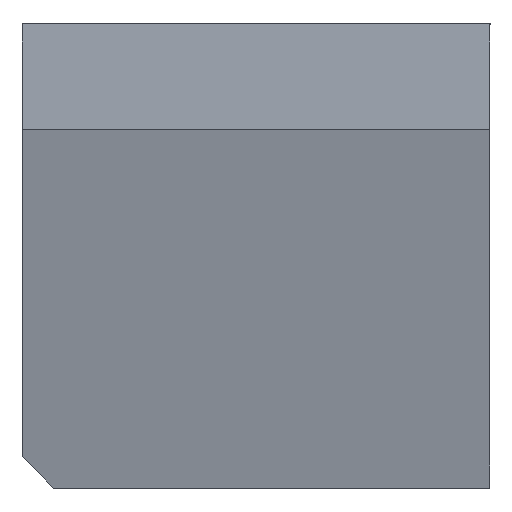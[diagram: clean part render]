
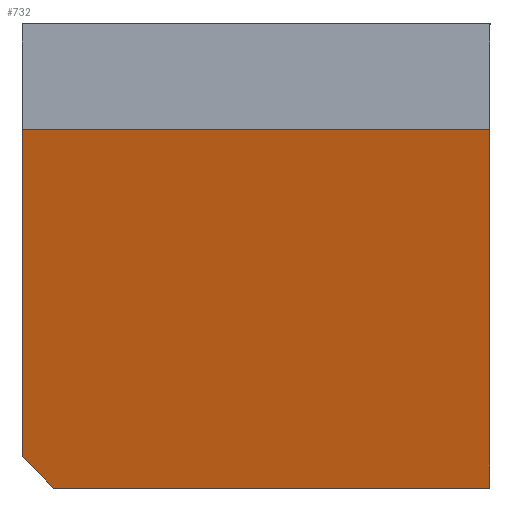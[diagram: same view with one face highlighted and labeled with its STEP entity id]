
A CAD part, left-side view. The second image highlights one B-rep face of the part: STEP entity #732.
In plain terms, the highlighted planar face has unit normal (-0.943, 0.334, 0).
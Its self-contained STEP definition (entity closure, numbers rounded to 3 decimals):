
#732=ADVANCED_FACE('NONE',(#1800),#1801,.F.);
#1800=FACE_OUTER_BOUND('',#3189,.T.);
#1801=PLANE('',#3190);
#3189=EDGE_LOOP('',(#6033,#6034,#6035,#6036,#6037));
#3190=AXIS2_PLACEMENT_3D('',#6038,#6039,#6040);
#6033=ORIENTED_EDGE('',*,*,#9550,.T.);
#6034=ORIENTED_EDGE('',*,*,#9856,.T.);
#6035=ORIENTED_EDGE('',*,*,#9857,.T.);
#6036=ORIENTED_EDGE('',*,*,#9530,.F.);
#6037=ORIENTED_EDGE('',*,*,#9858,.T.);
#6038=CARTESIAN_POINT('',(-5.32,-15.,29.75));
#6039=DIRECTION('',(0.942,-0.334,0.0));
#6040=DIRECTION('',(0.0,0.0,-1.0));
#9530=EDGE_CURVE('NONE',#11975,#11977,#11978,.T.);
#9550=EDGE_CURVE('NONE',#12003,#12001,#12004,.T.);
#9856=EDGE_CURVE('NONE',#12001,#12512,#12513,.T.);
#9857=EDGE_CURVE('NONE',#12512,#11977,#12514,.T.);
#9858=EDGE_CURVE('NONE',#11975,#12003,#12515,.T.);
#11975=VERTEX_POINT('NONE',#15365);
#11977=VERTEX_POINT('NONE',#15368);
#11978=LINE('',#15369,#15370);
#12001=VERTEX_POINT('NONE',#15399);
#12003=VERTEX_POINT('NONE',#15402);
#12004=LINE('',#15403,#15404);
#12512=VERTEX_POINT('NONE',#16214);
#12513=LINE('',#16215,#16216);
#12514=LINE('',#16217,#16218);
#12515=LINE('',#16219,#16220);
#15365=CARTESIAN_POINT('',(-5.32,-15.,23.0));
#15368=CARTESIAN_POINT('',(-5.32,-15.,0.0));
#15369=CARTESIAN_POINT('',(-5.32,-15.,29.75));
#15370=VECTOR('',#17848,1000.0);
#15399=CARTESIAN_POINT('',(5.32,15.,2.0));
#15402=CARTESIAN_POINT('',(5.32,15.,23.0));
#15403=CARTESIAN_POINT('',(5.32,15.,29.75));
#15404=VECTOR('',#17886,1000.0);
#16214=CARTESIAN_POINT('',(4.611,13.0,0.0));
#16215=CARTESIAN_POINT('',(5.32,15.,2.0));
#16216=VECTOR('',#18195,1000.0);
#16217=CARTESIAN_POINT('',(-5.32,-15.,0.0));
#16218=VECTOR('',#18196,1000.0);
#16219=CARTESIAN_POINT('',(-5.32,-15.,23.0));
#16220=VECTOR('',#18197,1000.0);
#17848=DIRECTION('',(-0.0,-0.0,-1.0));
#17886=DIRECTION('',(-0.0,-0.0,-1.0));
#18195=DIRECTION('',(-0.243,-0.686,-0.686));
#18196=DIRECTION('',(-0.334,-0.942,-0.0));
#18197=DIRECTION('',(0.334,0.942,0.0));
